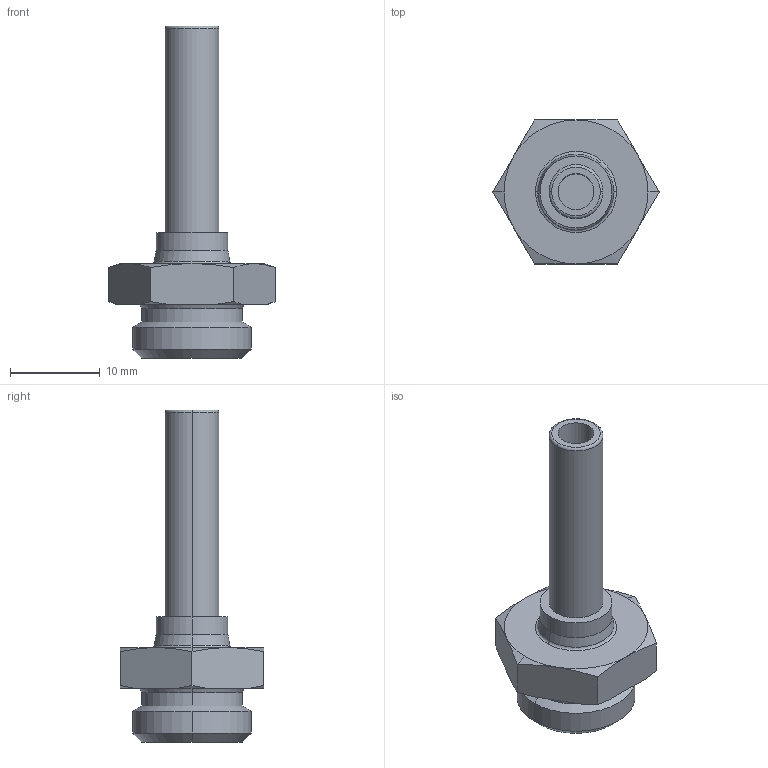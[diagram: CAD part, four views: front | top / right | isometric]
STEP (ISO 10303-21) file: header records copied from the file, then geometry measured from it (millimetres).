
FILE_DESCRIPTION((''),'2;1');
FILE_NAME('GPCJ_06G02(3D).stp','2012-12-20T14:33:53',(''),(''),'Mechanical Desktop.R8.0.24.0','Mechanical Desktop.R8.0.24.0',', , ');
FILE_SCHEMA(('CONFIG_CONTROL_DESIGN'));
Length unit declared in the file: millimetre
Products named in the file (2): GPCJ_06G02(3D); 睡ヶ1
Assembly tree (1 placements, depth 2):
  GPCJ_06G02(3D)
    睡ヶ1
Bounding box: 18.48 x 16 x 36.9 mm (x, y, z)
Volume: 1889.9 mm3; surface area: 1941.9 mm2
Topology: 1 solids, 1 shells, 59 faces, 128 edges, 75 vertices
Faces by surface type: cone 30, plane 13, cylinder 12, torus 2, bspline 2
Entity records: 1749 total; most frequent: CARTESIAN_POINT 398, DIRECTION 280, ORIENTED_EDGE 252, EDGE_CURVE 126, AXIS2_PLACEMENT_3D 119, VERTEX_POINT 75, EDGE_LOOP 65, CIRCLE 60
